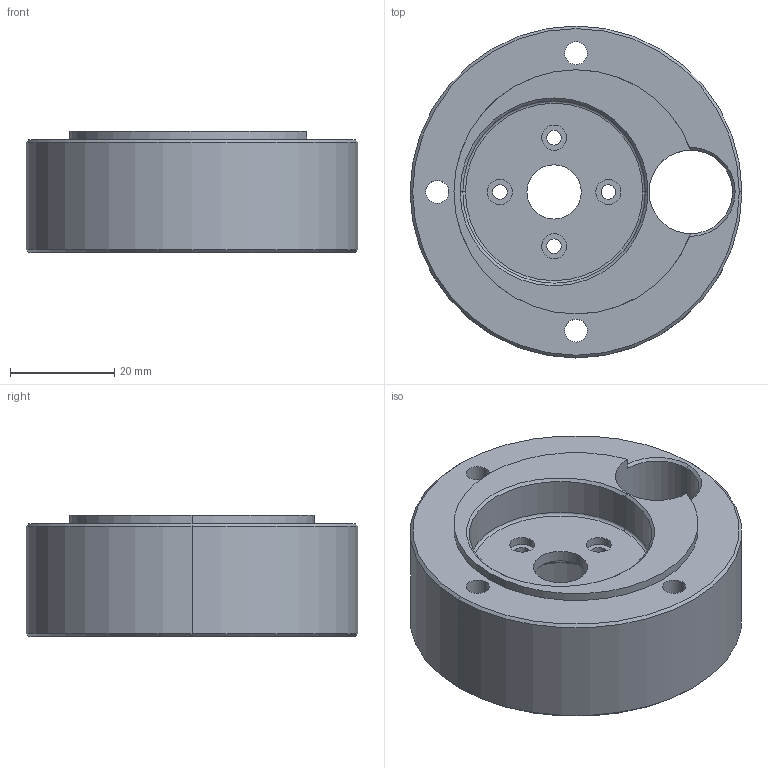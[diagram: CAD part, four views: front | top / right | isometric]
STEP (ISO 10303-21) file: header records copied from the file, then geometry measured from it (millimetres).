
FILE_DESCRIPTION (( 'STEP AP203' ), '1' );
FILE_NAME ('sw cx Vaporizer - couplingdown.STEP', '2007-11-23T13:18:40', ( 'Robert' ), ( 'UPB' ), 'SwSTEP 2.0', 'SolidWorks 2002296', '' );
FILE_SCHEMA (( 'CONFIG_CONTROL_DESIGN' ));
Length unit declared in the file: millimetre
Products named in the file (1): sw cx Vaporizer - couplingdown
Bounding box: 63.6 x 63.6 x 23.2 mm (x, y, z)
Volume: 49063.3 mm3; surface area: 14440.9 mm2
Topology: 1 solids, 1 shells, 79 faces, 178 edges, 111 vertices
Faces by surface type: cylinder 42, cone 20, plane 13, torus 4
Entity records: 2357 total; most frequent: DIRECTION 450, CARTESIAN_POINT 375, ORIENTED_EDGE 356, AXIS2_PLACEMENT_3D 194, EDGE_CURVE 178, CIRCLE 114, VERTEX_POINT 111, EDGE_LOOP 107
